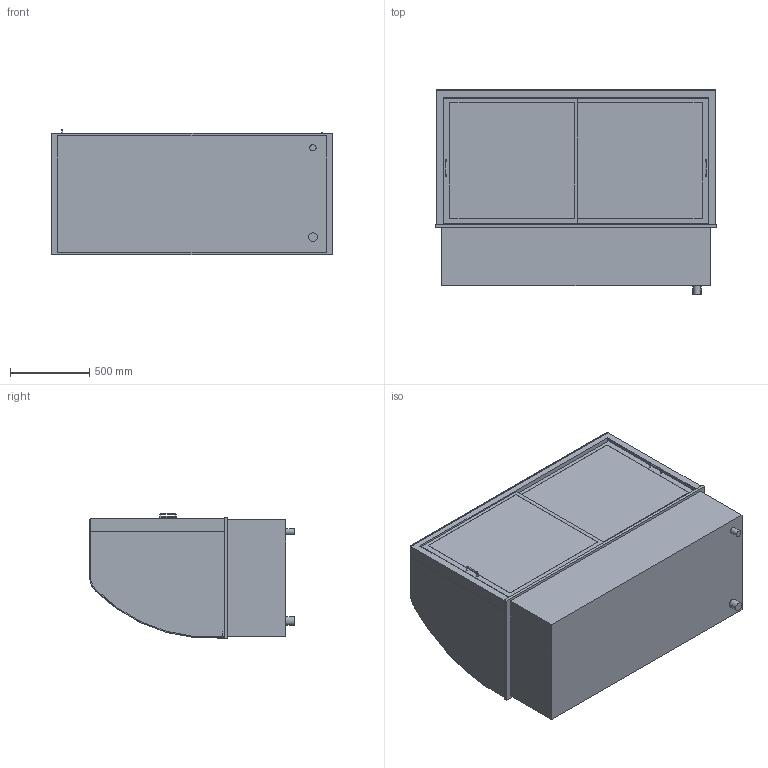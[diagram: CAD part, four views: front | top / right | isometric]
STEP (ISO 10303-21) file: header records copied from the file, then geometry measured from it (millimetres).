
FILE_DESCRIPTION(/* description */ ('Einbaukühlvitrine: zentralgekühlt'),/* implementation_level */ '2;1');
FILE_NAME(/* name */ '3D-AKE-00051114.stp',/* time_stamp */ '2024-09-24T11:48:32+02:00',/* author */ ('marina.schachner'),/* organization */ (''),/* preprocessor_version */ 'ST-DEVELOPER v20',/* originating_system */ 'Autodesk Inventor 2024',/* authorisation */ '');
FILE_SCHEMA (('AUTOMOTIVE_DESIGN { 1 0 10303 214 3 1 1 }'));
Length unit declared in the file: millimetre
Products named in the file (1): 3D-AKE-00051114
Bounding box: 1775 x 1297 x 796 mm (x, y, z)
Volume: 198356619.6 mm3; surface area: 29247859.3 mm2
Topology: 48 solids, 48 shells, 459 faces, 1077 edges, 718 vertices
Faces by surface type: plane 376, cylinder 79, torus 4
Full cylindrical faces by diameter (mm): 8 x6, 40 x1, 55 x1
Entity records: 13038 total; most frequent: CARTESIAN_POINT 2255, DIRECTION 2167, ORIENTED_EDGE 2154, EDGE_CURVE 1077, LINE 907, VECTOR 907, VERTEX_POINT 718, AXIS2_PLACEMENT_3D 630
